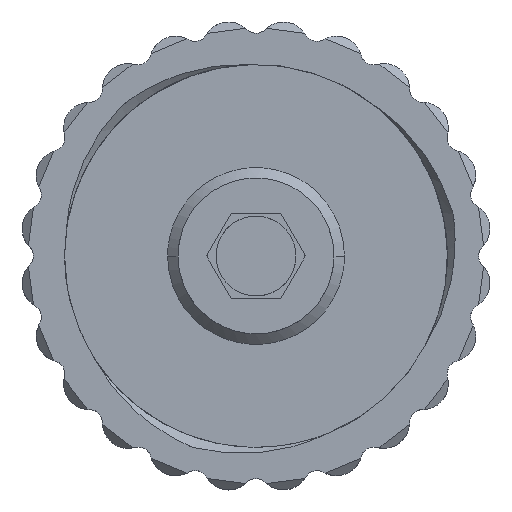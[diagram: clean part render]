
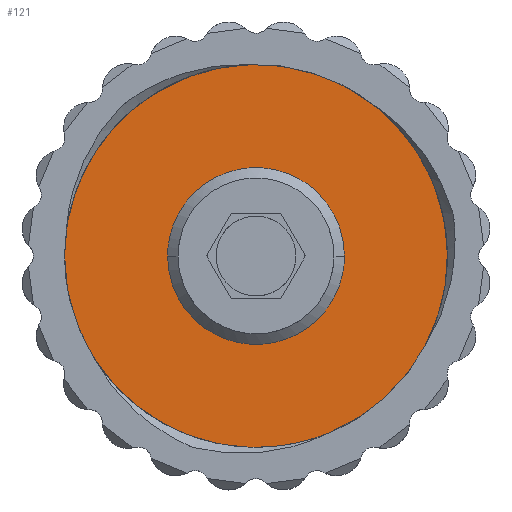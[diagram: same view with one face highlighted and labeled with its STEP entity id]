
A CAD part, top view. The second image highlights one B-rep face of the part: STEP entity #121.
In plain terms, the highlighted planar face has unit normal (0, 0, 1).
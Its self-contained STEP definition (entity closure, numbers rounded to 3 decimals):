
#15=FACE_BOUND('',#363,.T.);
#121=ADVANCED_FACE('',(#241,#15),#2097,.T.);
#241=FACE_OUTER_BOUND('',#362,.T.);
#362=EDGE_LOOP('',(#957,#958,#959,#960,#961,#962,#963));
#363=EDGE_LOOP('',(#964,#965));
#957=ORIENTED_EDGE('',*,*,#1377,.T.);
#958=ORIENTED_EDGE('',*,*,#1080,.T.);
#959=ORIENTED_EDGE('',*,*,#1088,.T.);
#960=ORIENTED_EDGE('',*,*,#1378,.T.);
#961=ORIENTED_EDGE('',*,*,#1104,.T.);
#962=ORIENTED_EDGE('',*,*,#1379,.T.);
#963=ORIENTED_EDGE('',*,*,#1106,.T.);
#964=ORIENTED_EDGE('',*,*,#1416,.F.);
#965=ORIENTED_EDGE('',*,*,#1387,.F.);
#1080=EDGE_CURVE('',#1767,#1768,#1418,.T.);
#1088=EDGE_CURVE('',#1768,#1774,#1419,.T.);
#1104=EDGE_CURVE('',#1775,#1779,#1426,.T.);
#1106=EDGE_CURVE('',#1782,#1766,#1427,.T.);
#1377=EDGE_CURVE('',#1766,#1767,#1587,.T.);
#1378=EDGE_CURVE('',#1774,#1775,#1588,.T.);
#1379=EDGE_CURVE('',#1779,#1782,#1589,.T.);
#1387=EDGE_CURVE('',#1972,#1992,#1596,.T.);
#1416=EDGE_CURVE('',#1992,#1972,#1605,.T.);
#1418=(
BOUNDED_CURVE()
B_SPLINE_CURVE(2,(#6413,#6414,#6415),.UNSPECIFIED.,.F.,.F.)
B_SPLINE_CURVE_WITH_KNOTS((3,3),(-2.282,0.),.UNSPECIFIED.)
CURVE()
GEOMETRIC_REPRESENTATION_ITEM()
RATIONAL_B_SPLINE_CURVE((1.,0.997,1.))
REPRESENTATION_ITEM('')
);
#1419=(
BOUNDED_CURVE()
B_SPLINE_CURVE(2,(#6626,#6627,#6628),.UNSPECIFIED.,.F.,.F.)
B_SPLINE_CURVE_WITH_KNOTS((3,3),(-90.624,-82.314),
 .UNSPECIFIED.)
CURVE()
GEOMETRIC_REPRESENTATION_ITEM()
RATIONAL_B_SPLINE_CURVE((1.,0.96,1.))
REPRESENTATION_ITEM('')
);
#1426=(
BOUNDED_CURVE()
B_SPLINE_CURVE(2,(#6891,#6892,#6893),.UNSPECIFIED.,.F.,.F.)
B_SPLINE_CURVE_WITH_KNOTS((3,3),(-62.302,-52.454),
 .UNSPECIFIED.)
CURVE()
GEOMETRIC_REPRESENTATION_ITEM()
RATIONAL_B_SPLINE_CURVE((1.,0.937,1.))
REPRESENTATION_ITEM('')
);
#1427=(
BOUNDED_CURVE()
B_SPLINE_CURVE(2,(#6927,#6928,#6929,#6930,#6931),.UNSPECIFIED.,.F.,.F.)
B_SPLINE_CURVE_WITH_KNOTS((3,2,3),(-32.406,-22.656,
-21.989),.UNSPECIFIED.)
CURVE()
GEOMETRIC_REPRESENTATION_ITEM()
RATIONAL_B_SPLINE_CURVE((1.,0.944,1.,1.,1.))
REPRESENTATION_ITEM('')
);
#1587=(
BOUNDED_CURVE()
B_SPLINE_CURVE(2,(#8849,#8850,#8851),.UNSPECIFIED.,.F.,.F.)
B_SPLINE_CURVE_WITH_KNOTS((3,3),(-21.989,-2.282),
 .UNSPECIFIED.)
CURVE()
GEOMETRIC_REPRESENTATION_ITEM()
RATIONAL_B_SPLINE_CURVE((1.,0.771,1.))
REPRESENTATION_ITEM('')
);
#1588=(
BOUNDED_CURVE()
B_SPLINE_CURVE(2,(#8852,#8853,#8854,#8855,#8856),.UNSPECIFIED.,.F.,.F.)
B_SPLINE_CURVE_WITH_KNOTS((3,2,3),(8.31,22.656,28.322),
 .UNSPECIFIED.)
CURVE()
GEOMETRIC_REPRESENTATION_ITEM()
RATIONAL_B_SPLINE_CURVE((1.,0.876,1.,0.982,1.))
REPRESENTATION_ITEM('')
);
#1589=(
BOUNDED_CURVE()
B_SPLINE_CURVE(2,(#8857,#8858,#8859,#8860,#8861),.UNSPECIFIED.,.F.,.F.)
B_SPLINE_CURVE_WITH_KNOTS((3,2,3),(38.17,45.312,58.218),
 .UNSPECIFIED.)
CURVE()
GEOMETRIC_REPRESENTATION_ITEM()
RATIONAL_B_SPLINE_CURVE((1.,0.971,1.,0.9,1.))
REPRESENTATION_ITEM('')
);
#1596=(
BOUNDED_CURVE()
B_SPLINE_CURVE(2,(#8888,#8889,#8890,#8891,#8892),.UNSPECIFIED.,.F.,.F.)
B_SPLINE_CURVE_WITH_KNOTS((3,2,3),(0.,10.603,21.205),
 .UNSPECIFIED.)
CURVE()
GEOMETRIC_REPRESENTATION_ITEM()
RATIONAL_B_SPLINE_CURVE((1.,0.707,1.,0.707,1.))
REPRESENTATION_ITEM('')
);
#1605=(
BOUNDED_CURVE()
B_SPLINE_CURVE(2,(#8971,#8972,#8973,#8974,#8975),.UNSPECIFIED.,.F.,.F.)
B_SPLINE_CURVE_WITH_KNOTS((3,2,3),(21.205,31.808,42.41),
 .UNSPECIFIED.)
CURVE()
GEOMETRIC_REPRESENTATION_ITEM()
RATIONAL_B_SPLINE_CURVE((1.,0.707,1.,0.707,1.))
REPRESENTATION_ITEM('')
);
#1766=VERTEX_POINT('',#6047);
#1767=VERTEX_POINT('',#6048);
#1768=VERTEX_POINT('',#6049);
#1774=VERTEX_POINT('',#6055);
#1775=VERTEX_POINT('',#6056);
#1779=VERTEX_POINT('',#6060);
#1782=VERTEX_POINT('',#6063);
#1972=VERTEX_POINT('',#6253);
#1992=VERTEX_POINT('',#6273);
#2097=PLANE('',#2273);
#2273=AXIS2_PLACEMENT_3D('',#5994,#2362,$);
#2362=DIRECTION('',(0.,0.,1.));
#5994=CARTESIAN_POINT('',(184.874,-114.874,220.));
#6047=CARTESIAN_POINT('',(199.177,-85.348,220.));
#6048=CARTESIAN_POINT('',(185.323,-97.823,220.));
#6049=CARTESIAN_POINT('',(185.167,-99.958,220.));
#6055=CARTESIAN_POINT('',(187.444,-107.794,220.));
#6056=CARTESIAN_POINT('',(205.174,-113.554,220.));
#6060=CARTESIAN_POINT('',(212.749,-106.732,220.));
#6063=CARTESIAN_POINT('',(208.872,-88.497,220.));
#6253=CARTESIAN_POINT('',(193.04,-99.958,220.));
#6273=CARTESIAN_POINT('',(206.54,-99.958,220.));
#6413=CARTESIAN_POINT('',(185.323,-97.823,220.));
#6414=CARTESIAN_POINT('',(185.167,-98.885,220.));
#6415=CARTESIAN_POINT('',(185.167,-99.958,220.));
#6626=CARTESIAN_POINT('',(185.167,-99.958,220.));
#6627=CARTESIAN_POINT('',(185.167,-104.207,220.));
#6628=CARTESIAN_POINT('',(187.444,-107.794,220.));
#6891=CARTESIAN_POINT('',(205.174,-113.554,220.));
#6892=CARTESIAN_POINT('',(210.23,-111.551,220.));
#6893=CARTESIAN_POINT('',(212.749,-106.732,220.));
#6927=CARTESIAN_POINT('',(208.872,-88.497,220.));
#6928=CARTESIAN_POINT('',(204.881,-85.335,220.));
#6929=CARTESIAN_POINT('',(199.79,-85.335,220.));
#6930=CARTESIAN_POINT('',(199.483,-85.335,220.));
#6931=CARTESIAN_POINT('',(199.177,-85.348,220.));
#8849=CARTESIAN_POINT('',(199.177,-85.348,220.));
#8850=CARTESIAN_POINT('',(187.09,-85.855,220.));
#8851=CARTESIAN_POINT('',(185.323,-97.823,220.));
#8852=CARTESIAN_POINT('',(187.444,-107.794,220.));
#8853=CARTESIAN_POINT('',(191.751,-114.581,220.));
#8854=CARTESIAN_POINT('',(199.79,-114.581,220.));
#8855=CARTESIAN_POINT('',(202.58,-114.581,220.));
#8856=CARTESIAN_POINT('',(205.174,-113.554,220.));
#8857=CARTESIAN_POINT('',(212.749,-106.732,220.));
#8858=CARTESIAN_POINT('',(214.413,-103.549,220.));
#8859=CARTESIAN_POINT('',(214.413,-99.958,220.));
#8860=CARTESIAN_POINT('',(214.413,-92.888,220.));
#8861=CARTESIAN_POINT('',(208.872,-88.497,220.));
#8888=CARTESIAN_POINT('',(193.04,-99.958,220.));
#8889=CARTESIAN_POINT('',(193.04,-106.708,220.));
#8890=CARTESIAN_POINT('',(199.79,-106.708,220.));
#8891=CARTESIAN_POINT('',(206.54,-106.708,220.));
#8892=CARTESIAN_POINT('',(206.54,-99.958,220.));
#8971=CARTESIAN_POINT('',(206.54,-99.958,220.));
#8972=CARTESIAN_POINT('',(206.54,-93.208,220.));
#8973=CARTESIAN_POINT('',(199.79,-93.208,220.));
#8974=CARTESIAN_POINT('',(193.04,-93.208,220.));
#8975=CARTESIAN_POINT('',(193.04,-99.958,220.));
